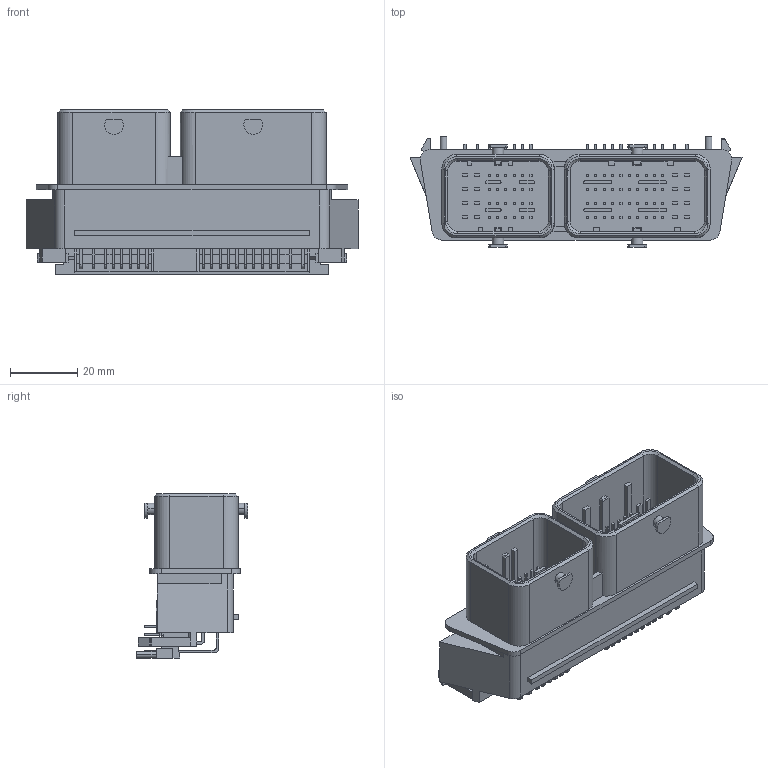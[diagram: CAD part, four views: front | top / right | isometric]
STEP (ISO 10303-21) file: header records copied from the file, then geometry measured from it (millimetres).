
FILE_DESCRIPTION((''),'2;1');
FILE_NAME('5022250801','2014-08-18T',('me'),(''),'PRO/ENGINEER BY PARAMETRIC TECHNOLOGY CORPORATION, 2011490','PRO/ENGINEER BY PARAMETRIC TECHNOLOGY CORPORATION, 2011490','');
FILE_SCHEMA(('CONFIG_CONTROL_DESIGN'));
Length unit declared in the file: millimetre
Products named in the file (1): 5022250801
Bounding box: 99 x 33.15 x 49 mm (x, y, z)
Volume: 44815.5 mm3; surface area: 30603.4 mm2
Topology: 1 solids, 1 shells, 1892 faces, 5225 edges, 3526 vertices
Faces by surface type: plane 1661, cylinder 215, cone 16
Entity records: 59754 total; most frequent: CARTESIAN_POINT 10479, ORIENTED_EDGE 10114, DIRECTION 9659, EDGE_CURVE 5057, VECTOR 4575, LINE 4575, VERTEX_POINT 3358, AXIS2_PLACEMENT_3D 2542
